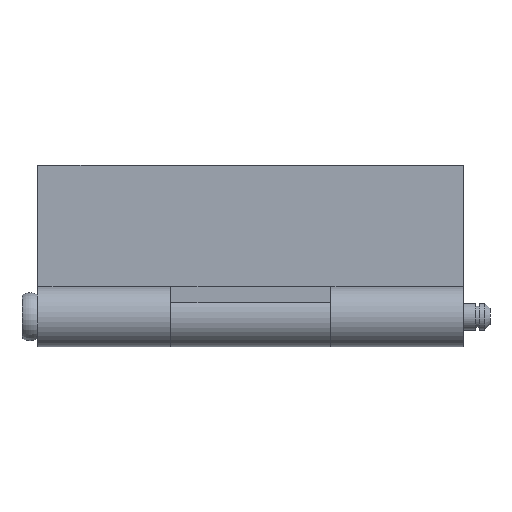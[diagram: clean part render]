
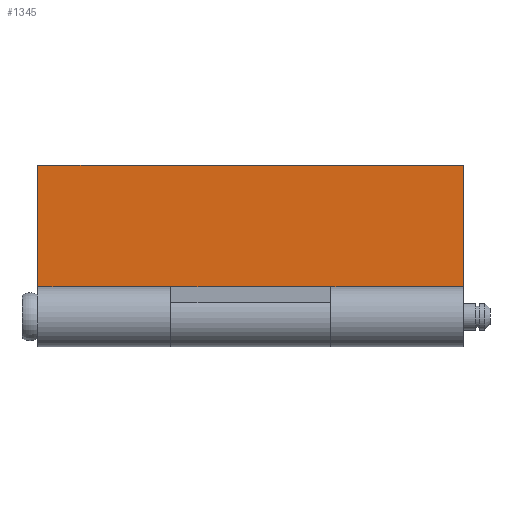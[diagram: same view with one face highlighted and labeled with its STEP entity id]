
A CAD part, left-side view. The second image highlights one B-rep face of the part: STEP entity #1345.
In plain terms, the highlighted planar face has unit normal (-1, 0, 0).
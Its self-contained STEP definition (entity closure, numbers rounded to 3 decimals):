
#229 = DIRECTION ( 'NONE',  ( 0., -1., 0. ) ) ;
#230 = VECTOR ( 'NONE', #229, 1000. ) ;
#231 = CARTESIAN_POINT ( 'NONE',  ( 27., 40., 1.5 ) ) ;
#232 = LINE ( 'NONE', #231, #230 ) ;
#418 = DIRECTION ( 'NONE',  ( 0., 0., -1. ) ) ;
#419 = DIRECTION ( 'NONE',  ( 1., 0., 0. ) ) ;
#420 = CARTESIAN_POINT ( 'NONE',  ( 27., 40., 1.5 ) ) ;
#421 = AXIS2_PLACEMENT_3D ( 'NONE', #420, #419, #418 ) ;
#422 = PLANE ( 'NONE',  #421 ) ;
#423 = FACE_OUTER_BOUND ( 'NONE', #1346, .T. ) ;
#958 = VERTEX_POINT ( 'NONE', #1457 ) ;
#960 = EDGE_CURVE ( 'NONE', #958, #1068, #1456, .T. ) ;
#976 = VERTEX_POINT ( 'NONE', #1408 ) ;
#977 = EDGE_CURVE ( 'NONE', #976, #1038, #1407, .T. ) ;
#1038 = VERTEX_POINT ( 'NONE', #1578 ) ;
#1068 = VERTEX_POINT ( 'NONE', #1654 ) ;
#1087 = EDGE_CURVE ( 'NONE', #1038, #1068, #1747, .T. ) ;
#1336 = EDGE_CURVE ( 'NONE', #976, #958, #232, .T. ) ;
#1337 = ORIENTED_EDGE ( 'NONE', *, *, #977, .F. ) ;
#1343 = ORIENTED_EDGE ( 'NONE', *, *, #1336, .T. ) ;
#1345 = ADVANCED_FACE ( 'NONE', ( #423 ), #422, .F. ) ;
#1346 = EDGE_LOOP ( 'NONE', ( #1348, #1349, #1337, #1343 ) ) ;
#1348 = ORIENTED_EDGE ( 'NONE', *, *, #960, .T. ) ;
#1349 = ORIENTED_EDGE ( 'NONE', *, *, #1087, .F. ) ;
#1401 = DIRECTION ( 'NONE',  ( 0., 0., 1. ) ) ;
#1402 = VECTOR ( 'NONE', #1401, 1000. ) ;
#1403 = CARTESIAN_POINT ( 'NONE',  ( 27., -40., 1.5 ) ) ;
#1406 = CARTESIAN_POINT ( 'NONE',  ( 27., 40., 1.5 ) ) ;
#1407 = LINE ( 'NONE', #1406, #1492 ) ;
#1408 = CARTESIAN_POINT ( 'NONE',  ( 27., 40., 1.5 ) ) ;
#1456 = LINE ( 'NONE', #1403, #1402 ) ;
#1457 = CARTESIAN_POINT ( 'NONE',  ( 27., -40., 1.5 ) ) ;
#1491 = DIRECTION ( 'NONE',  ( 0., 0., 1. ) ) ;
#1492 = VECTOR ( 'NONE', #1491, 1000. ) ;
#1578 = CARTESIAN_POINT ( 'NONE',  ( 27., 40., 28.5 ) ) ;
#1654 = CARTESIAN_POINT ( 'NONE',  ( 27., -40., 28.5 ) ) ;
#1744 = DIRECTION ( 'NONE',  ( 0., -1., 0. ) ) ;
#1745 = VECTOR ( 'NONE', #1744, 1000. ) ;
#1746 = CARTESIAN_POINT ( 'NONE',  ( 27., 40., 28.5 ) ) ;
#1747 = LINE ( 'NONE', #1746, #1745 ) ;
